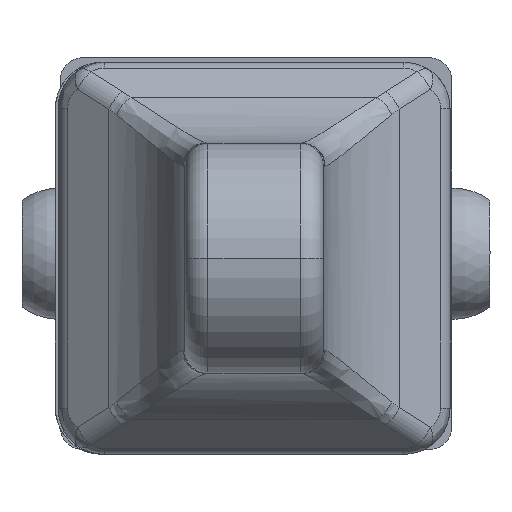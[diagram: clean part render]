
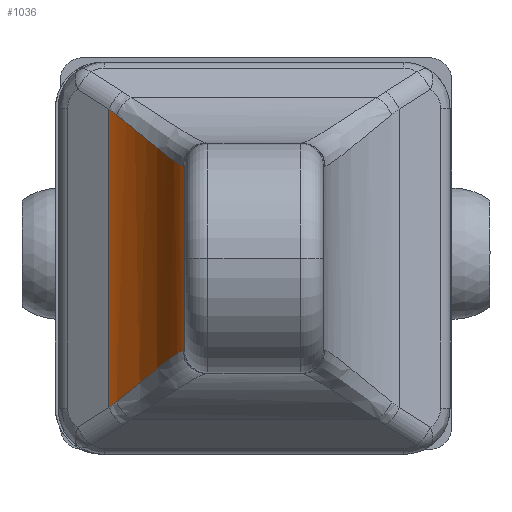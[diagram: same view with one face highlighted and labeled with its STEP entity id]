
A CAD part, left-side view. The second image highlights one B-rep face of the part: STEP entity #1036.
In plain terms, the highlighted cylindrical face has radius 8 mm (diameter 16 mm), a partial arc.
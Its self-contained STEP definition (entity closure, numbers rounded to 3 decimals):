
#1036=ADVANCED_FACE('',(#2031),#2032,.F.);
#2031=FACE_OUTER_BOUND('',#4879,.T.);
#2032=CYLINDRICAL_SURFACE('',#4880,8.0);
#4879=EDGE_LOOP('',(#7485,#7486,#7487,#7488,#7489,#7490,#7491,#7492));
#4880=AXIS2_PLACEMENT_3D('',#7493,#7494,#7495);
#7485=ORIENTED_EDGE('',*,*,#8875,.F.);
#7486=ORIENTED_EDGE('',*,*,#8110,.T.);
#7487=ORIENTED_EDGE('',*,*,#8537,.T.);
#7488=ORIENTED_EDGE('',*,*,#8465,.T.);
#7489=ORIENTED_EDGE('',*,*,#8709,.F.);
#7490=ORIENTED_EDGE('',*,*,#8865,.T.);
#7491=ORIENTED_EDGE('',*,*,#8001,.T.);
#7492=ORIENTED_EDGE('',*,*,#8793,.T.);
#7493=CARTESIAN_POINT('',(-2.5,11.0,11.074));
#7494=DIRECTION('',(1.0,0.,0.));
#7495=DIRECTION('',(0.,-1.0,0.0));
#8001=EDGE_CURVE('',#9236,#9234,#9237,.T.);
#8110=EDGE_CURVE('',#9422,#9420,#9423,.F.);
#8465=EDGE_CURVE('',#9960,#9344,#9961,.F.);
#8537=EDGE_CURVE('',#9420,#9960,#10057,.T.);
#8709=EDGE_CURVE('',#9294,#9344,#10273,.T.);
#8793=EDGE_CURVE('',#9234,#10364,#10366,.F.);
#8865=EDGE_CURVE('',#9294,#9236,#10445,.F.);
#8875=EDGE_CURVE('',#9422,#10364,#10455,.F.);
#9234=VERTEX_POINT('',#11162);
#9236=VERTEX_POINT('',#11164);
#9237=B_SPLINE_CURVE_WITH_KNOTS('',3,(#11165,#11166,#11167,#11168,#11169,#11170,#11171,#11172,#11173,#11174,#11175,#11176,#11177,#11178),.UNSPECIFIED.,.F.,.F.,(4,2,2,2,2,2,4),(0.0,0.001,0.002,0.003,0.004,0.005,0.007),.UNSPECIFIED.);
#9294=VERTEX_POINT('',#11320);
#9344=VERTEX_POINT('',#11406);
#9420=VERTEX_POINT('',#11535);
#9422=VERTEX_POINT('',#11537);
#9423=ELLIPSE('',#11538,11.226,8.0);
#9960=VERTEX_POINT('',#12746);
#9961=CIRCLE('',#12747,8.0);
#10057=B_SPLINE_CURVE_WITH_KNOTS('',3,(#12958,#12959,#12960,#12961,#12962,#12963,#12964,#12965,#12966,#12967,#12968,#12969,#12970,#12971),.UNSPECIFIED.,.F.,.F.,(4,2,2,2,2,2,4),(0.0,0.002,0.002,0.003,0.005,0.006,0.007),.UNSPECIFIED.);
#10273=LINE('',#13489,#13490);
#10364=VERTEX_POINT('',#13699);
#10366=ELLIPSE('',#13701,11.226,8.0);
#10445=CIRCLE('',#13810,8.0);
#10455=LINE('',#13820,#13821);
#11162=CARTESIAN_POINT('',(6.227,5.966,4.857));
#11164=CARTESIAN_POINT('',(4.0,3.057,10.125));
#11165=CARTESIAN_POINT('',(4.0,3.057,10.125));
#11166=CARTESIAN_POINT('',(4.0,3.09,9.846));
#11167=CARTESIAN_POINT('',(4.016,3.137,9.573));
#11168=CARTESIAN_POINT('',(4.079,3.259,9.035));
#11169=CARTESIAN_POINT('',(4.125,3.334,8.769));
#11170=CARTESIAN_POINT('',(4.304,3.596,7.996));
#11171=CARTESIAN_POINT('',(4.473,3.815,7.519));
#11172=CARTESIAN_POINT('',(4.783,4.2,6.852));
#11173=CARTESIAN_POINT('',(4.897,4.339,6.636));
#11174=CARTESIAN_POINT('',(5.135,4.629,6.229));
#11175=CARTESIAN_POINT('',(5.261,4.781,6.036));
#11176=CARTESIAN_POINT('',(5.652,5.256,5.484));
#11177=CARTESIAN_POINT('',(5.934,5.598,5.154));
#11178=CARTESIAN_POINT('',(6.227,5.966,4.857));
#11320=CARTESIAN_POINT('',(4.0,3.0,11.074));
#11406=CARTESIAN_POINT('',(-4.0,3.0,11.074));
#11535=CARTESIAN_POINT('',(-6.227,5.966,4.857));
#11537=CARTESIAN_POINT('',(-6.475,6.295,4.604));
#11538=AXIS2_PLACEMENT_3D('',#14306,#14307,#14308);
#12746=CARTESIAN_POINT('',(-4.0,3.057,10.125));
#12747=AXIS2_PLACEMENT_3D('',#14799,#14800,#14801);
#12958=CARTESIAN_POINT('',(-6.227,5.966,4.857));
#12959=CARTESIAN_POINT('',(-5.934,5.598,5.154));
#12960=CARTESIAN_POINT('',(-5.652,5.256,5.484));
#12961=CARTESIAN_POINT('',(-5.261,4.781,6.036));
#12962=CARTESIAN_POINT('',(-5.135,4.629,6.229));
#12963=CARTESIAN_POINT('',(-4.897,4.339,6.636));
#12964=CARTESIAN_POINT('',(-4.783,4.2,6.852));
#12965=CARTESIAN_POINT('',(-4.473,3.815,7.519));
#12966=CARTESIAN_POINT('',(-4.304,3.596,7.996));
#12967=CARTESIAN_POINT('',(-4.125,3.334,8.769));
#12968=CARTESIAN_POINT('',(-4.079,3.259,9.035));
#12969=CARTESIAN_POINT('',(-4.016,3.137,9.573));
#12970=CARTESIAN_POINT('',(-4.0,3.09,9.846));
#12971=CARTESIAN_POINT('',(-4.0,3.057,10.125));
#13489=CARTESIAN_POINT('',(-2.5,3.0,11.074));
#13490=VECTOR('',#15135,1000.0);
#13699=CARTESIAN_POINT('',(6.475,6.295,4.604));
#13701=AXIS2_PLACEMENT_3D('',#15229,#15230,#15231);
#13810=AXIS2_PLACEMENT_3D('',#15296,#15297,#15298);
#13820=CARTESIAN_POINT('',(0.,6.295,4.604));
#13821=VECTOR('',#15308,1000.0);
#14306=CARTESIAN_POINT('',(-0.107,11.0,11.074));
#14307=DIRECTION('',(0.713,0.,-0.702));
#14308=DIRECTION('',(-0.702,0.,-0.713));
#14799=CARTESIAN_POINT('',(-4.0,11.0,11.074));
#14800=DIRECTION('',(1.0,0.,0.0));
#14801=DIRECTION('',(0.,1.0,0.0));
#15135=DIRECTION('',(-1.0,0.,0.));
#15229=CARTESIAN_POINT('',(0.107,11.0,11.074));
#15230=DIRECTION('',(-0.713,0.,-0.702));
#15231=DIRECTION('',(-0.702,0.,0.713));
#15296=CARTESIAN_POINT('',(4.0,11.0,11.074));
#15297=DIRECTION('',(-1.0,0.,0.0));
#15298=DIRECTION('',(0.,-1.0,0.0));
#15308=DIRECTION('',(-1.0,0.,0.));
